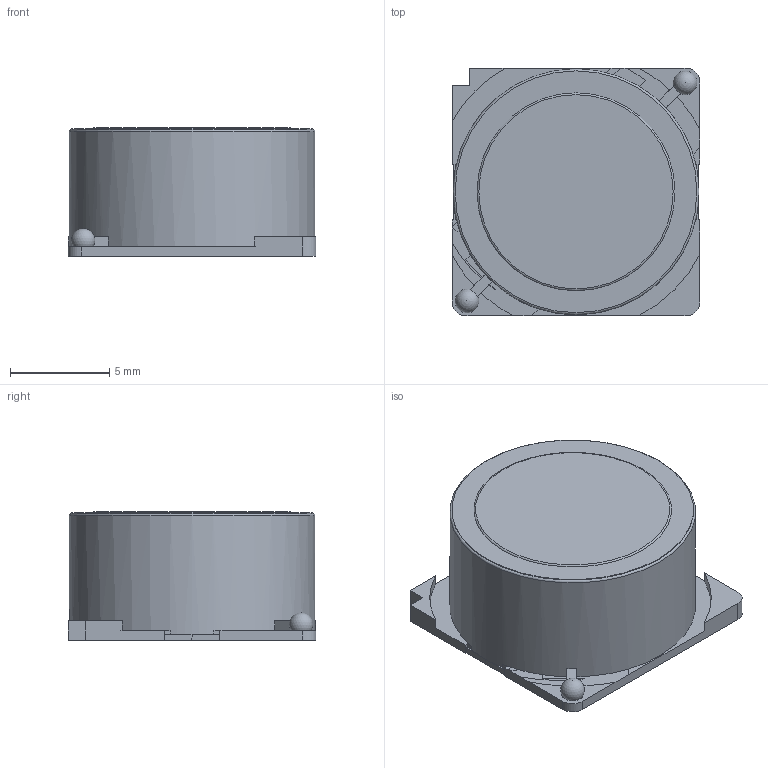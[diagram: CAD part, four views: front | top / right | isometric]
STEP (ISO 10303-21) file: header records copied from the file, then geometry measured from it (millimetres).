
FILE_DESCRIPTION(('FreeCAD Model'),'2;1');
FILE_NAME('L_TDK_SLF12565.step','2018-10-18T20:29:08',('kicad StepUp'),('ksu MCAD'), 'Open CASCADE STEP processor 7.1','FreeCAD','Unknown');
FILE_SCHEMA(('AUTOMOTIVE_DESIGN { 1 0 10303 214 1 1 1 1 }'));
Length unit declared in the file: millimetre
Products named in the file (1): L_TDK_SLF12565
Bounding box: 12.5 x 12.5 x 6.5 mm (x, y, z)
Volume: 804 mm3; surface area: 580.9 mm2
Topology: 1 solids, 1 shells, 78 faces, 213 edges, 137 vertices
Faces by surface type: plane 67, cylinder 7, torus 2, sphere 2
Full cylindrical faces by diameter (mm): 12.2 x1, 12.4 x1
Entity records: 3014 total; most frequent: DIRECTION 434, CARTESIAN_POINT 427, ORIENTED_EDGE 422, EDGE_CURVE 211, LINE 146, VECTOR 146, AXIS2_PLACEMENT_3D 144, VERTEX_POINT 137
